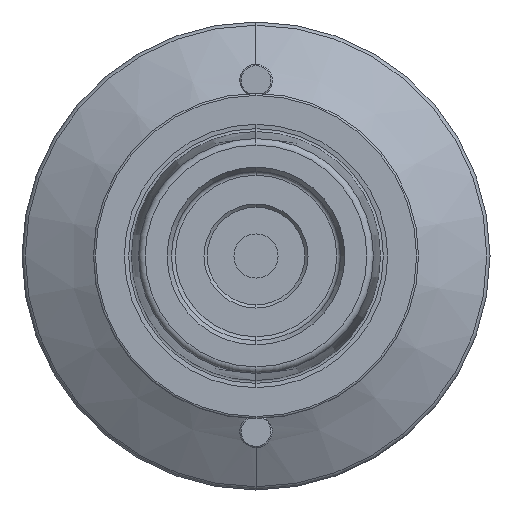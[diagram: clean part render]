
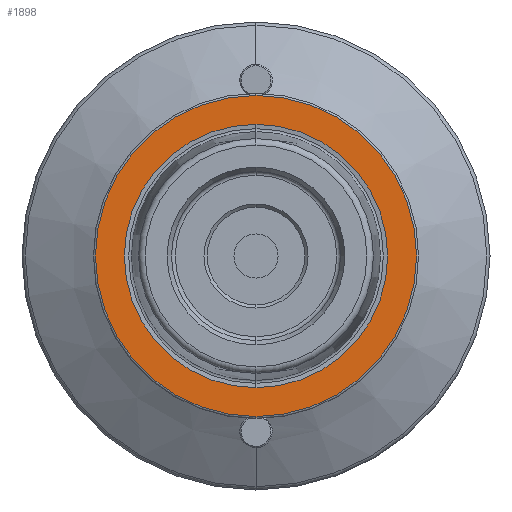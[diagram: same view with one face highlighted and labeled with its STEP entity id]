
A CAD part, left-side view. The second image highlights one B-rep face of the part: STEP entity #1898.
In plain terms, the highlighted planar face has unit normal (-1, 0, 0).
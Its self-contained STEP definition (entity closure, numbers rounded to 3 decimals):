
#566 = ORIENTED_EDGE ( 'NONE', *, *, #3006, .T. ) ;
#755 = CIRCLE ( 'NONE', #756, 24.7 ) ;
#756 = AXIS2_PLACEMENT_3D ( 'NONE', #2693, #2694, #2695 ) ;
#1228 = EDGE_LOOP ( 'NONE', ( #3573, #3563 ) ) ;
#1234 = EDGE_LOOP ( 'NONE', ( #566, #4497 ) ) ;
#1618 = CIRCLE ( 'NONE', #1619, 20.258 ) ;
#1619 = AXIS2_PLACEMENT_3D ( 'NONE', #5605, #5606, #5607 ) ;
#1879 = CIRCLE ( 'NONE', #1883, 20.258 ) ;
#1883 = AXIS2_PLACEMENT_3D ( 'NONE', #2682, #2683, #2684 ) ;
#1898 = ADVANCED_FACE ( 'NONE', ( #2272, #2279 ), #2280, .F. ) ;
#2123 = CIRCLE ( 'NONE', #2130, 24.7 ) ;
#2130 = AXIS2_PLACEMENT_3D ( 'NONE', #2545, #2546, #2547 ) ;
#2272 = FACE_BOUND ( 'NONE', #1228, .T. ) ;
#2275 = DIRECTION ( 'NONE',  ( 1., 0., 0. ) ) ;
#2277 = CARTESIAN_POINT ( 'NONE',  ( 0., 24.7, 0. ) ) ;
#2279 = FACE_OUTER_BOUND ( 'NONE', #1234, .T. ) ;
#2280 = PLANE ( 'NONE',  #3982 ) ;
#2282 = DIRECTION ( 'NONE',  ( 0., 0., -1. ) ) ;
#2545 = CARTESIAN_POINT ( 'NONE',  ( 0., 0., 0. ) ) ;
#2546 = DIRECTION ( 'NONE',  ( -1., 0., 0. ) ) ;
#2547 = DIRECTION ( 'NONE',  ( 0., 0., 1. ) ) ;
#2682 = CARTESIAN_POINT ( 'NONE',  ( 0., 0., 0. ) ) ;
#2683 = DIRECTION ( 'NONE',  ( -1., 0., 0. ) ) ;
#2684 = DIRECTION ( 'NONE',  ( 0., 0., 1. ) ) ;
#2693 = CARTESIAN_POINT ( 'NONE',  ( 0., 0., 0. ) ) ;
#2694 = DIRECTION ( 'NONE',  ( -1., 0., 0. ) ) ;
#2695 = DIRECTION ( 'NONE',  ( 0., 0., 1. ) ) ;
#2957 = EDGE_CURVE ( 'NONE', #4527, #4526, #2123, .T. ) ;
#3002 = EDGE_CURVE ( 'NONE', #4532, #4523, #1879, .T. ) ;
#3006 = EDGE_CURVE ( 'NONE', #4526, #4527, #755, .T. ) ;
#3496 = CARTESIAN_POINT ( 'NONE',  ( 0., 0., 20.258 ) ) ;
#3502 = CARTESIAN_POINT ( 'NONE',  ( 0., 0., 24.7 ) ) ;
#3504 = CARTESIAN_POINT ( 'NONE',  ( 0., 0., -24.7 ) ) ;
#3514 = CARTESIAN_POINT ( 'NONE',  ( 0., 0., -20.258 ) ) ;
#3563 = ORIENTED_EDGE ( 'NONE', *, *, #3002, .F. ) ;
#3573 = ORIENTED_EDGE ( 'NONE', *, *, #3728, .F. ) ;
#3728 = EDGE_CURVE ( 'NONE', #4523, #4532, #1618, .T. ) ;
#3982 = AXIS2_PLACEMENT_3D ( 'NONE', #2277, #2275, #2282 ) ;
#4497 = ORIENTED_EDGE ( 'NONE', *, *, #2957, .T. ) ;
#4523 = VERTEX_POINT ( 'NONE', #3496 ) ;
#4526 = VERTEX_POINT ( 'NONE', #3502 ) ;
#4527 = VERTEX_POINT ( 'NONE', #3504 ) ;
#4532 = VERTEX_POINT ( 'NONE', #3514 ) ;
#5605 = CARTESIAN_POINT ( 'NONE',  ( 0., 0., 0. ) ) ;
#5606 = DIRECTION ( 'NONE',  ( -1., 0., 0. ) ) ;
#5607 = DIRECTION ( 'NONE',  ( 0., 0., 1. ) ) ;
